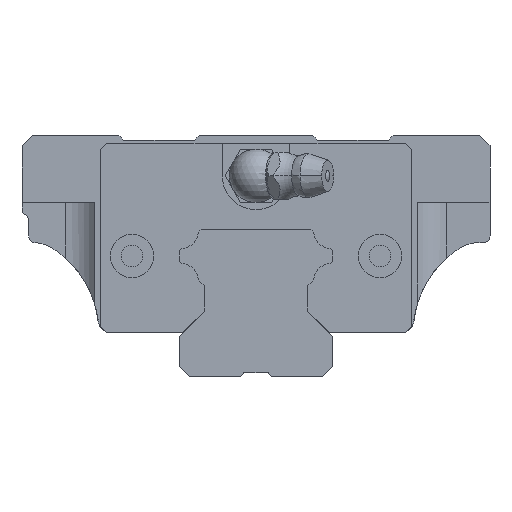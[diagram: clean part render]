
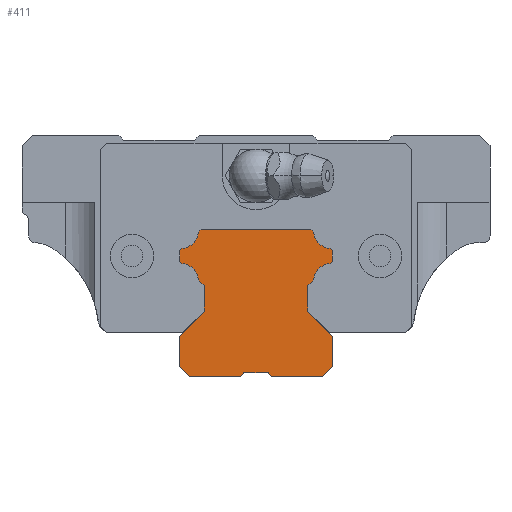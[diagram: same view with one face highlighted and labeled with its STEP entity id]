
A CAD part, front view. The second image highlights one B-rep face of the part: STEP entity #411.
In plain terms, the highlighted planar face has unit normal (0, -1, 0).
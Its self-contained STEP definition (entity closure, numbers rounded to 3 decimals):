
#411=ADVANCED_FACE('',(#924),#925,.T.);
#924=FACE_OUTER_BOUND('',#1510,.T.);
#925=PLANE('',#1511);
#1510=EDGE_LOOP('',(#3546,#3547,#3548,#3549,#3550,#3551,#3552,#3553,#3554,#3555,#3556,#3557,#3558,#3559,#3560,#3561,#3562,#3563,#3564,#3565,#3566,#3567,#3568,#3569,#3570,#3571,#3572,#3573));
#1511=AXIS2_PLACEMENT_3D('',#3574,#3575,#3576);
#3546=ORIENTED_EDGE('',*,*,#4267,.F.);
#3547=ORIENTED_EDGE('',*,*,#4269,.F.);
#3548=ORIENTED_EDGE('',*,*,#4251,.F.);
#3549=ORIENTED_EDGE('',*,*,#4255,.F.);
#3550=ORIENTED_EDGE('',*,*,#4286,.F.);
#3551=ORIENTED_EDGE('',*,*,#4166,.F.);
#3552=ORIENTED_EDGE('',*,*,#4161,.F.);
#3553=ORIENTED_EDGE('',*,*,#4176,.F.);
#3554=ORIENTED_EDGE('',*,*,#4282,.F.);
#3555=ORIENTED_EDGE('',*,*,#4243,.F.);
#3556=ORIENTED_EDGE('',*,*,#4238,.F.);
#3557=ORIENTED_EDGE('',*,*,#4253,.F.);
#3558=ORIENTED_EDGE('',*,*,#4195,.F.);
#3559=ORIENTED_EDGE('',*,*,#4222,.F.);
#3560=ORIENTED_EDGE('',*,*,#4285,.F.);
#3561=ORIENTED_EDGE('',*,*,#4233,.F.);
#3562=ORIENTED_EDGE('',*,*,#4274,.F.);
#3563=ORIENTED_EDGE('',*,*,#4270,.F.);
#3564=ORIENTED_EDGE('',*,*,#4191,.F.);
#3565=ORIENTED_EDGE('',*,*,#4278,.F.);
#3566=ORIENTED_EDGE('',*,*,#4276,.F.);
#3567=ORIENTED_EDGE('',*,*,#4287,.F.);
#3568=ORIENTED_EDGE('',*,*,#4288,.F.);
#3569=ORIENTED_EDGE('',*,*,#4283,.F.);
#3570=ORIENTED_EDGE('',*,*,#4280,.F.);
#3571=ORIENTED_EDGE('',*,*,#4289,.F.);
#3572=ORIENTED_EDGE('',*,*,#4241,.F.);
#3573=ORIENTED_EDGE('',*,*,#4273,.F.);
#3574=CARTESIAN_POINT('',(-11.27,-110.0,14.23));
#3575=DIRECTION('',(0.0,-1.0,0.0));
#3576=DIRECTION('',(0.0,0.0,-1.0));
#4161=EDGE_CURVE('',#5218,#5220,#5221,.T.);
#4166=EDGE_CURVE('',#5220,#5228,#5229,.T.);
#4176=EDGE_CURVE('',#5242,#5218,#5244,.T.);
#4191=EDGE_CURVE('',#5267,#5269,#5270,.T.);
#4195=EDGE_CURVE('',#5275,#5277,#5278,.T.);
#4222=EDGE_CURVE('',#5324,#5275,#5326,.T.);
#4233=EDGE_CURVE('',#5340,#5342,#5343,.T.);
#4238=EDGE_CURVE('',#5347,#5349,#5350,.T.);
#4241=EDGE_CURVE('',#5352,#5354,#5355,.T.);
#4243=EDGE_CURVE('',#5349,#5357,#5358,.T.);
#4251=EDGE_CURVE('',#5366,#5368,#5369,.T.);
#4253=EDGE_CURVE('',#5277,#5347,#5371,.T.);
#4255=EDGE_CURVE('',#5372,#5366,#5374,.T.);
#4267=EDGE_CURVE('',#5385,#5387,#5388,.T.);
#4269=EDGE_CURVE('',#5368,#5385,#5390,.T.);
#4270=EDGE_CURVE('',#5269,#5391,#5392,.T.);
#4273=EDGE_CURVE('',#5387,#5352,#5395,.T.);
#4274=EDGE_CURVE('',#5391,#5340,#5396,.T.);
#4276=EDGE_CURVE('',#5397,#5399,#5400,.T.);
#4278=EDGE_CURVE('',#5399,#5267,#5402,.T.);
#4280=EDGE_CURVE('',#5403,#5405,#5406,.T.);
#4282=EDGE_CURVE('',#5357,#5242,#5408,.T.);
#4283=EDGE_CURVE('',#5405,#5409,#5410,.T.);
#4285=EDGE_CURVE('',#5342,#5324,#5412,.T.);
#4286=EDGE_CURVE('',#5228,#5372,#5413,.T.);
#4287=EDGE_CURVE('',#5414,#5397,#5415,.T.);
#4288=EDGE_CURVE('',#5409,#5414,#5416,.T.);
#4289=EDGE_CURVE('',#5354,#5403,#5417,.T.);
#5218=VERTEX_POINT('',#7080);
#5220=VERTEX_POINT('',#7083);
#5221=LINE('',#7084,#7085);
#5228=VERTEX_POINT('',#7095);
#5229=LINE('',#7096,#7097);
#5242=VERTEX_POINT('',#7115);
#5244=LINE('',#7118,#7119);
#5267=VERTEX_POINT('',#7145);
#5269=VERTEX_POINT('',#7148);
#5270=LINE('',#7149,#7150);
#5275=VERTEX_POINT('',#7157);
#5277=VERTEX_POINT('',#7160);
#5278=LINE('',#7161,#7162);
#5324=VERTEX_POINT('',#7228);
#5326=LINE('',#7231,#7232);
#5340=VERTEX_POINT('',#7249);
#5342=VERTEX_POINT('',#7252);
#5343=CIRCLE('',#7253,2.65);
#5347=VERTEX_POINT('',#7258);
#5349=VERTEX_POINT('',#7261);
#5350=LINE('',#7262,#7263);
#5352=VERTEX_POINT('',#7266);
#5354=VERTEX_POINT('',#7269);
#5355=LINE('',#7270,#7271);
#5357=VERTEX_POINT('',#7274);
#5358=LINE('',#7275,#7276);
#5366=VERTEX_POINT('',#7286);
#5368=VERTEX_POINT('',#7289);
#5369=LINE('',#7290,#7291);
#5371=CIRCLE('',#7294,2.65);
#5372=VERTEX_POINT('',#7295);
#5374=LINE('',#7298,#7299);
#5385=VERTEX_POINT('',#7316);
#5387=VERTEX_POINT('',#7319);
#5388=LINE('',#7320,#7321);
#5390=LINE('',#7324,#7325);
#5391=VERTEX_POINT('',#7326);
#5392=LINE('',#7327,#7328);
#5395=LINE('',#7332,#7333);
#5396=LINE('',#7334,#7335);
#5397=VERTEX_POINT('',#7336);
#5399=VERTEX_POINT('',#7339);
#5400=LINE('',#7340,#7341);
#5402=CIRCLE('',#7344,2.65);
#5403=VERTEX_POINT('',#7345);
#5405=VERTEX_POINT('',#7348);
#5406=LINE('',#7349,#7350);
#5408=LINE('',#7353,#7354);
#5409=VERTEX_POINT('',#7355);
#5410=CIRCLE('',#7356,2.65);
#5412=LINE('',#7359,#7360);
#5413=LINE('',#7361,#7362);
#5414=VERTEX_POINT('',#7363);
#5415=LINE('',#7364,#7365);
#5416=LINE('',#7366,#7367);
#5417=LINE('',#7368,#7369);
#7080=CARTESIAN_POINT('',(11.5,-110.0,1.5));
#7083=CARTESIAN_POINT('',(10.,-110.0,0.));
#7084=CARTESIAN_POINT('',(11.5,-110.0,1.5));
#7085=VECTOR('',#8265,1000.0);
#7095=CARTESIAN_POINT('',(2.3,-110.0,0.0));
#7096=CARTESIAN_POINT('',(10.,-110.0,0.0));
#7097=VECTOR('',#8272,1000.0);
#7115=CARTESIAN_POINT('',(11.5,-110.0,6.001));
#7118=CARTESIAN_POINT('',(11.5,-110.0,6.001));
#7119=VECTOR('',#8288,1000.0);
#7145=CARTESIAN_POINT('',(-8.627,-110.0,21.574));
#7148=CARTESIAN_POINT('',(-8.201,-110.0,22.));
#7149=CARTESIAN_POINT('',(-8.627,-110.0,21.574));
#7150=VECTOR('',#8323,1000.0);
#7157=CARTESIAN_POINT('',(11.43,-110.0,17.229));
#7160=CARTESIAN_POINT('',(11.074,-110.0,16.873));
#7161=CARTESIAN_POINT('',(11.43,-110.0,17.229));
#7162=VECTOR('',#8327,1000.0);
#7228=CARTESIAN_POINT('',(11.43,-110.0,18.771));
#7231=CARTESIAN_POINT('',(11.43,-110.0,18.771));
#7232=VECTOR('',#8364,1000.0);
#7249=CARTESIAN_POINT('',(8.627,-110.0,21.574));
#7252=CARTESIAN_POINT('',(11.074,-110.0,19.127));
#7253=AXIS2_PLACEMENT_3D('',#8387,#8388,#8389);
#7258=CARTESIAN_POINT('',(8.627,-110.0,14.426));
#7261=CARTESIAN_POINT('',(7.73,-110.0,13.529));
#7262=CARTESIAN_POINT('',(8.627,-110.0,14.426));
#7263=VECTOR('',#8398,1000.0);
#7266=CARTESIAN_POINT('',(-11.5,-110.0,6.001));
#7269=CARTESIAN_POINT('',(-7.73,-110.0,9.771));
#7270=CARTESIAN_POINT('',(-11.5,-110.0,6.001));
#7271=VECTOR('',#8401,1000.0);
#7274=CARTESIAN_POINT('',(7.73,-110.0,9.771));
#7275=CARTESIAN_POINT('',(7.73,-110.0,13.529));
#7276=VECTOR('',#8403,1000.0);
#7286=CARTESIAN_POINT('',(-1.8,-110.0,0.5));
#7289=CARTESIAN_POINT('',(-2.3,-110.0,0.0));
#7290=CARTESIAN_POINT('',(-1.8,-110.0,0.5));
#7291=VECTOR('',#8419,1000.0);
#7294=AXIS2_PLACEMENT_3D('',#8421,#8422,#8423);
#7295=CARTESIAN_POINT('',(1.8,-110.0,0.5));
#7298=CARTESIAN_POINT('',(1.8,-110.0,0.5));
#7299=VECTOR('',#8425,1000.0);
#7316=CARTESIAN_POINT('',(-10.,-110.0,0.));
#7319=CARTESIAN_POINT('',(-11.5,-110.0,1.5));
#7320=CARTESIAN_POINT('',(-10.,-110.0,0.));
#7321=VECTOR('',#8445,1000.0);
#7324=CARTESIAN_POINT('',(-2.3,-110.0,0.0));
#7325=VECTOR('',#8447,1000.0);
#7326=CARTESIAN_POINT('',(8.201,-110.0,22.));
#7327=CARTESIAN_POINT('',(-8.271,-110.0,22.));
#7328=VECTOR('',#8448,1000.0);
#7332=CARTESIAN_POINT('',(-11.5,-110.0,1.5));
#7333=VECTOR('',#8453,1000.0);
#7334=CARTESIAN_POINT('',(8.271,-110.0,21.93));
#7335=VECTOR('',#8454,1000.0);
#7336=CARTESIAN_POINT('',(-11.43,-110.0,18.771));
#7339=CARTESIAN_POINT('',(-11.074,-110.0,19.127));
#7340=CARTESIAN_POINT('',(-11.43,-110.0,18.771));
#7341=VECTOR('',#8456,1000.0);
#7344=AXIS2_PLACEMENT_3D('',#8458,#8459,#8460);
#7345=CARTESIAN_POINT('',(-7.73,-110.0,13.529));
#7348=CARTESIAN_POINT('',(-8.627,-110.0,14.426));
#7349=CARTESIAN_POINT('',(-7.73,-110.0,13.529));
#7350=VECTOR('',#8462,1000.0);
#7353=CARTESIAN_POINT('',(7.73,-110.0,9.771));
#7354=VECTOR('',#8464,1000.0);
#7355=CARTESIAN_POINT('',(-11.074,-110.0,16.873));
#7356=AXIS2_PLACEMENT_3D('',#8465,#8466,#8467);
#7359=CARTESIAN_POINT('',(11.074,-110.0,19.127));
#7360=VECTOR('',#8469,1000.0);
#7361=CARTESIAN_POINT('',(2.3,-110.0,0.));
#7362=VECTOR('',#8470,1000.0);
#7363=CARTESIAN_POINT('',(-11.43,-110.0,17.229));
#7364=CARTESIAN_POINT('',(-11.43,-110.0,17.229));
#7365=VECTOR('',#8471,1000.0);
#7366=CARTESIAN_POINT('',(-11.074,-110.0,16.873));
#7367=VECTOR('',#8472,1000.0);
#7368=CARTESIAN_POINT('',(-7.73,-110.0,9.771));
#7369=VECTOR('',#8473,1000.0);
#8265=DIRECTION('',(-0.707,0.0,-0.707));
#8272=DIRECTION('',(-1.0,0.0,0.0));
#8288=DIRECTION('',(0.,0.0,-1.0));
#8323=DIRECTION('',(0.707,0.0,0.707));
#8327=DIRECTION('',(-0.707,0.0,-0.707));
#8364=DIRECTION('',(0.0,0.0,-1.0));
#8387=CARTESIAN_POINT('',(11.27,-110.0,21.77));
#8388=DIRECTION('',(0.0,-1.0,0.0));
#8389=DIRECTION('',(1.0,0.0,0.0));
#8398=DIRECTION('',(-0.707,0.0,-0.707));
#8401=DIRECTION('',(0.707,0.0,0.707));
#8403=DIRECTION('',(0.,0.0,-1.0));
#8419=DIRECTION('',(-0.707,0.0,-0.707));
#8421=CARTESIAN_POINT('',(11.27,-110.0,14.23));
#8422=DIRECTION('',(0.0,-1.0,0.0));
#8423=DIRECTION('',(1.0,0.0,0.0));
#8425=DIRECTION('',(-1.0,0.0,0.0));
#8445=DIRECTION('',(-0.707,0.0,0.707));
#8447=DIRECTION('',(-1.0,0.0,0.0));
#8448=DIRECTION('',(1.0,0.0,0.));
#8453=DIRECTION('',(0.0,0.0,1.0));
#8454=DIRECTION('',(0.707,0.0,-0.707));
#8456=DIRECTION('',(0.707,0.0,0.707));
#8458=CARTESIAN_POINT('',(-11.27,-110.0,21.77));
#8459=DIRECTION('',(0.0,-1.0,0.0));
#8460=DIRECTION('',(1.0,0.0,0.0));
#8462=DIRECTION('',(-0.707,0.0,0.707));
#8464=DIRECTION('',(0.707,0.0,-0.707));
#8465=CARTESIAN_POINT('',(-11.27,-110.0,14.23));
#8466=DIRECTION('',(0.0,-1.0,0.0));
#8467=DIRECTION('',(1.0,0.0,0.0));
#8469=DIRECTION('',(0.707,0.0,-0.707));
#8470=DIRECTION('',(-0.707,0.0,0.707));
#8471=DIRECTION('',(0.,0.0,1.0));
#8472=DIRECTION('',(-0.707,0.0,0.707));
#8473=DIRECTION('',(0.,0.0,1.0));
